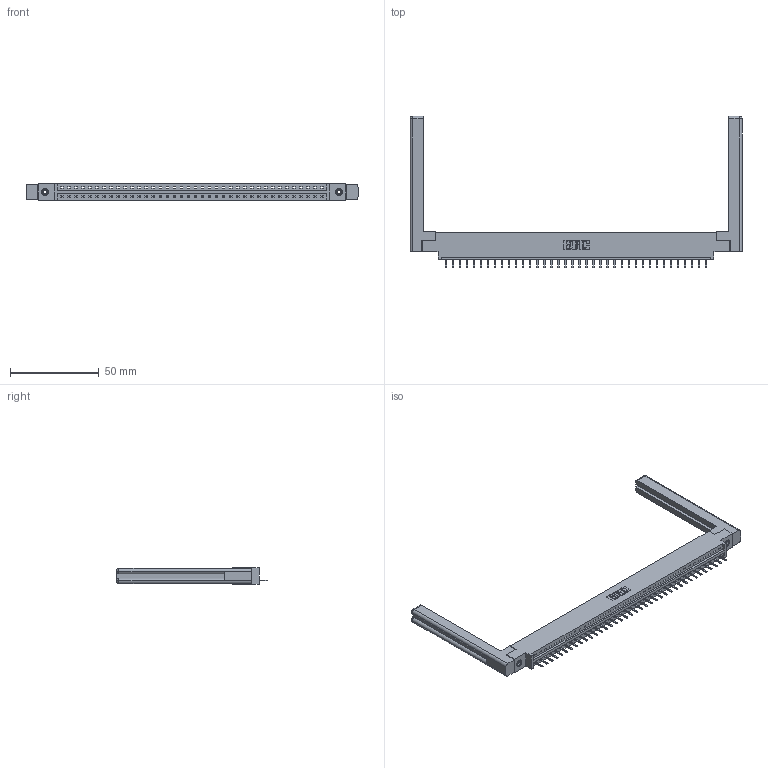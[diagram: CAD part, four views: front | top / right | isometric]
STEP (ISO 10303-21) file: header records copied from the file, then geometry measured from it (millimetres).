
FILE_DESCRIPTION (( 'STEP AP203' ), '1' );
FILE_NAME ('337-038-520-658.STEP', '2019-10-01T16:31:01', ( '' ), ( '' ), 'SwSTEP 2.0', 'SolidWorks 2016', '' );
FILE_SCHEMA (( 'CONFIG_CONTROL_DESIGN' ));
Length unit declared in the file: inch
Products named in the file (5): 345-292-001_345-293-120; 337 Part_0.170 Offset - 0.156 Dia-TI; 337-038-520-658; 307-220-058; 345-250-001_345-250-001-102
Assembly tree (43 placements, depth 2):
  337-038-520-658
    337 Part_0.170 Offset - 0.156 Dia-TI
    345-292-001_345-293-120  x38
    345-250-001_345-250-001-102  x2
    307-220-058  x2
Bounding box: 187.2 x 85.43 x 9.4 mm (x, y, z)
Volume: 26341.4 mm3; surface area: 24712.7 mm2
Topology: 43 solids, 43 shells, 2768 faces, 8125 edges, 5302 vertices
Faces by surface type: plane 1982, cylinder 762, cone 12, torus 12
Entity records: 31644 total; most frequent: CARTESIAN_POINT 5523, ORIENTED_EDGE 5424, DIRECTION 4664, EDGE_CURVE 2712, LINE 2532, VECTOR 2532, VERTEX_POINT 1798, AXIS2_PLACEMENT_3D 1066
